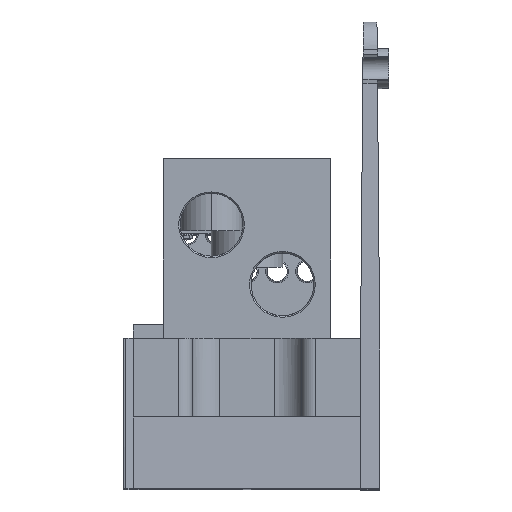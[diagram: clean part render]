
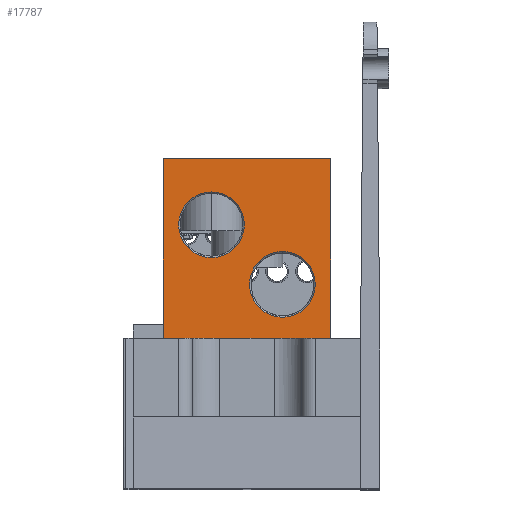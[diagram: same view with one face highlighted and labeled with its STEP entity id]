
A CAD part, top view. The second image highlights one B-rep face of the part: STEP entity #17787.
In plain terms, the highlighted planar face has unit normal (0, 0, -1).
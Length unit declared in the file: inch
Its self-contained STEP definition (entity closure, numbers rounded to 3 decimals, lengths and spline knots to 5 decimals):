
#539 = ORIENTED_EDGE ( 'NONE', *, *, #13540, .T. ) ;
#2976 = DIRECTION ( 'NONE',  ( 0., 0., 1. ) ) ;
#3004 = LINE ( 'NONE', #32224, #10662 ) ;
#3216 = VERTEX_POINT ( 'NONE', #5626 ) ;
#3666 = EDGE_CURVE ( 'NONE', #36657, #6251, #29387, .T. ) ;
#4518 = CARTESIAN_POINT ( 'NONE',  ( 0.5163, 2.3, 1.25 ) ) ;
#5626 = CARTESIAN_POINT ( 'NONE',  ( -0.6497, 1.05, 1.25 ) ) ;
#6251 = VERTEX_POINT ( 'NONE', #23594 ) ;
#7398 = DIRECTION ( 'NONE',  ( 1., 0., 0. ) ) ;
#7478 = VECTOR ( 'NONE', #12495, 39.37008 ) ;
#7893 = PLANE ( 'NONE',  #26750 ) ;
#8246 = AXIS2_PLACEMENT_3D ( 'NONE', #32023, #32232, #34343 ) ;
#8496 = CIRCLE ( 'NONE', #26127, 0.22875 ) ;
#8615 = FACE_OUTER_BOUND ( 'NONE', #20496, .T. ) ;
#8835 = CARTESIAN_POINT ( 'NONE',  ( -0.08495, 1.84, 1.25 ) ) ;
#10515 = DIRECTION ( 'NONE',  ( 0., 0., 1. ) ) ;
#10662 = VECTOR ( 'NONE', #33217, 39.37008 ) ;
#10894 = DIRECTION ( 'NONE',  ( 0., 0., -1. ) ) ;
#11384 = LINE ( 'NONE', #4518, #25615 ) ;
#12495 = DIRECTION ( 'NONE',  ( -1., 0., 0. ) ) ;
#13031 = AXIS2_PLACEMENT_3D ( 'NONE', #16306, #16094, #16068 ) ;
#13540 = EDGE_CURVE ( 'NONE', #6251, #36657, #30624, .T. ) ;
#14976 = CIRCLE ( 'NONE', #27435, 0.22875 ) ;
#15332 = FACE_BOUND ( 'NONE', #21122, .T. ) ;
#15366 = CARTESIAN_POINT ( 'NONE',  ( 0.5163, 1.05, 1.25 ) ) ;
#16068 = DIRECTION ( 'NONE',  ( 1., 0., 0. ) ) ;
#16094 = DIRECTION ( 'NONE',  ( 0., 0., 1. ) ) ;
#16306 = CARTESIAN_POINT ( 'NONE',  ( 0.1803, 1.425, 1.25 ) ) ;
#17448 = VERTEX_POINT ( 'NONE', #30689 ) ;
#17480 = CARTESIAN_POINT ( 'NONE',  ( 0.5163, 1.05, 1.25 ) ) ;
#17787 = ADVANCED_FACE ( 'NONE', ( #8615, #30515, #15332 ), #7893, .T. ) ;
#18563 = CARTESIAN_POINT ( 'NONE',  ( 0.5163, 2.3, 1.25 ) ) ;
#19428 = CARTESIAN_POINT ( 'NONE',  ( -0.04845, 1.425, 1.25 ) ) ;
#19430 = EDGE_CURVE ( 'NONE', #29523, #3216, #22236, .T. ) ;
#19672 = ORIENTED_EDGE ( 'NONE', *, *, #29712, .T. ) ;
#19712 = ORIENTED_EDGE ( 'NONE', *, *, #3666, .T. ) ;
#20071 = CARTESIAN_POINT ( 'NONE',  ( -0.3137, 1.84, 1.25 ) ) ;
#20136 = VERTEX_POINT ( 'NONE', #17480 ) ;
#20496 = EDGE_LOOP ( 'NONE', ( #32149, #28536, #36901, #19672 ) ) ;
#21122 = EDGE_LOOP ( 'NONE', ( #539, #19712 ) ) ;
#21354 = VECTOR ( 'NONE', #30226, 39.37008 ) ;
#22236 = LINE ( 'NONE', #30100, #21354 ) ;
#22852 = EDGE_LOOP ( 'NONE', ( #23523, #23650 ) ) ;
#22912 = DIRECTION ( 'NONE',  ( 1., 0., 0. ) ) ;
#23523 = ORIENTED_EDGE ( 'NONE', *, *, #24917, .T. ) ;
#23594 = CARTESIAN_POINT ( 'NONE',  ( 0.40905, 1.425, 1.25 ) ) ;
#23650 = ORIENTED_EDGE ( 'NONE', *, *, #26713, .T. ) ;
#24917 = EDGE_CURVE ( 'NONE', #34755, #17448, #8496, .T. ) ;
#25615 = VECTOR ( 'NONE', #7398, 39.37008 ) ;
#26127 = AXIS2_PLACEMENT_3D ( 'NONE', #27611, #10515, #30500 ) ;
#26713 = EDGE_CURVE ( 'NONE', #17448, #34755, #14976, .T. ) ;
#26750 = AXIS2_PLACEMENT_3D ( 'NONE', #28010, #10894, #30897 ) ;
#27435 = AXIS2_PLACEMENT_3D ( 'NONE', #20071, #2976, #22912 ) ;
#27611 = CARTESIAN_POINT ( 'NONE',  ( -0.3137, 1.84, 1.25 ) ) ;
#28010 = CARTESIAN_POINT ( 'NONE',  ( 0.5163, 1.05, 1.25 ) ) ;
#28536 = ORIENTED_EDGE ( 'NONE', *, *, #19430, .F. ) ;
#28634 = CARTESIAN_POINT ( 'NONE',  ( -0.6497, 2.3, 1.25 ) ) ;
#29387 = CIRCLE ( 'NONE', #8246, 0.22875 ) ;
#29523 = VERTEX_POINT ( 'NONE', #28634 ) ;
#29712 = EDGE_CURVE ( 'NONE', #31829, #20136, #3004, .T. ) ;
#30100 = CARTESIAN_POINT ( 'NONE',  ( -0.6497, 1.675, 1.25 ) ) ;
#30226 = DIRECTION ( 'NONE',  ( 0., -1., 0. ) ) ;
#30279 = LINE ( 'NONE', #15366, #7478 ) ;
#30500 = DIRECTION ( 'NONE',  ( 1., 0., 0. ) ) ;
#30515 = FACE_BOUND ( 'NONE', #22852, .T. ) ;
#30624 = CIRCLE ( 'NONE', #13031, 0.22875 ) ;
#30689 = CARTESIAN_POINT ( 'NONE',  ( -0.54245, 1.84, 1.25 ) ) ;
#30897 = DIRECTION ( 'NONE',  ( -1., 0., 0. ) ) ;
#31750 = EDGE_CURVE ( 'NONE', #20136, #3216, #30279, .T. ) ;
#31829 = VERTEX_POINT ( 'NONE', #18563 ) ;
#32023 = CARTESIAN_POINT ( 'NONE',  ( 0.1803, 1.425, 1.25 ) ) ;
#32149 = ORIENTED_EDGE ( 'NONE', *, *, #31750, .T. ) ;
#32224 = CARTESIAN_POINT ( 'NONE',  ( 0.5163, 1.05, 1.25 ) ) ;
#32232 = DIRECTION ( 'NONE',  ( 0., 0., 1. ) ) ;
#32857 = EDGE_CURVE ( 'NONE', #29523, #31829, #11384, .T. ) ;
#33217 = DIRECTION ( 'NONE',  ( 0., -1., 0. ) ) ;
#34343 = DIRECTION ( 'NONE',  ( 1., 0., 0. ) ) ;
#34755 = VERTEX_POINT ( 'NONE', #8835 ) ;
#36657 = VERTEX_POINT ( 'NONE', #19428 ) ;
#36901 = ORIENTED_EDGE ( 'NONE', *, *, #32857, .T. ) ;
